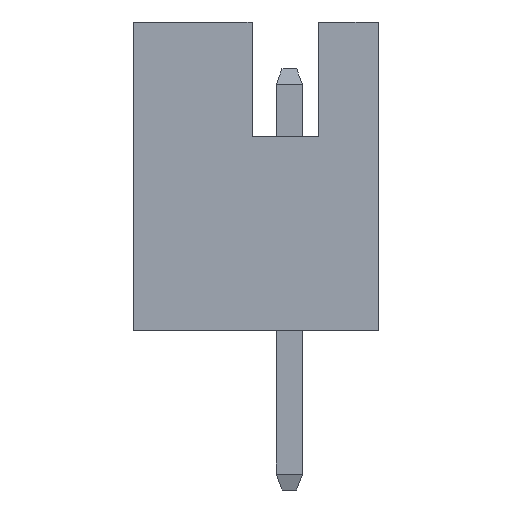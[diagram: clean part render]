
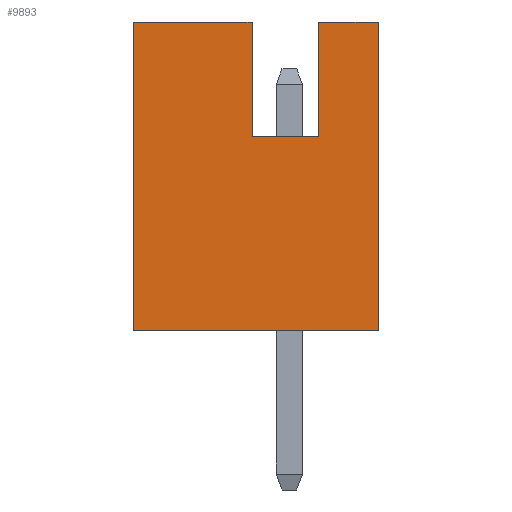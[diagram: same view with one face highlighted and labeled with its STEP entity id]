
A CAD part, left-side view. The second image highlights one B-rep face of the part: STEP entity #9893.
In plain terms, the highlighted planar face has unit normal (-1, 0, 0).
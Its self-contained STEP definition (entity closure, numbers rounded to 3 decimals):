
#655=ORIENTED_EDGE('',*,*,#2627,.T.);
#656=ORIENTED_EDGE('',*,*,#2628,.T.);
#657=ORIENTED_EDGE('',*,*,#2629,.T.);
#658=ORIENTED_EDGE('',*,*,#2540,.T.);
#659=ORIENTED_EDGE('',*,*,#2477,.F.);
#660=ORIENTED_EDGE('',*,*,#2416,.F.);
#661=ORIENTED_EDGE('',*,*,#2400,.T.);
#662=ORIENTED_EDGE('',*,*,#2630,.T.);
#2400=EDGE_CURVE('',#3422,#3421,#4068,.T.);
#2416=EDGE_CURVE('',#3422,#3434,#4084,.T.);
#2477=EDGE_CURVE('',#3434,#3491,#4145,.T.);
#2540=EDGE_CURVE('',#3516,#3491,#4208,.T.);
#2627=EDGE_CURVE('',#3603,#3604,#4295,.T.);
#2628=EDGE_CURVE('',#3604,#3605,#4296,.T.);
#2629=EDGE_CURVE('',#3605,#3516,#4297,.T.);
#2630=EDGE_CURVE('',#3421,#3603,#4298,.T.);
#3421=VERTEX_POINT('',#12256);
#3422=VERTEX_POINT('',#12258);
#3434=VERTEX_POINT('',#12289);
#3491=VERTEX_POINT('',#12411);
#3516=VERTEX_POINT('',#12471);
#3603=VERTEX_POINT('',#12702);
#3604=VERTEX_POINT('',#12703);
#3605=VERTEX_POINT('',#12705);
#4068=LINE('',#12257,#4826);
#4084=LINE('',#12288,#4842);
#4145=LINE('',#12410,#4903);
#4208=LINE('',#12534,#4966);
#4295=LINE('',#12701,#5053);
#4296=LINE('',#12704,#5054);
#4297=LINE('',#12706,#5055);
#4298=LINE('',#12707,#5056);
#4826=VECTOR('',#10714,1000.);
#4842=VECTOR('',#10736,1000.);
#4903=VECTOR('',#10805,1000.);
#4966=VECTOR('',#10878,1000.);
#5053=VECTOR('',#11013,1000.);
#5054=VECTOR('',#11014,1000.);
#5055=VECTOR('',#11015,1000.);
#5056=VECTOR('',#11016,1000.);
#5611=EDGE_LOOP('',(#655,#656,#657,#658,#659,#660,#661,#662));
#6063=FACE_BOUND('',#5611,.T.);
#6515=PLANE('',#10345);
#9893=ADVANCED_FACE('',(#6063),#6515,.T.);
#10345=AXIS2_PLACEMENT_3D('',#12700,#11011,#11012);
#10714=DIRECTION('',(0.,1.,0.));
#10736=DIRECTION('',(0.,0.,-1.));
#10805=DIRECTION('',(0.,1.,0.));
#10878=DIRECTION('',(0.,0.,-1.));
#11011=DIRECTION('',(-1.,0.,0.));
#11012=DIRECTION('',(0.,0.,1.));
#11013=DIRECTION('',(0.,1.,0.));
#11014=DIRECTION('',(0.,0.,1.));
#11015=DIRECTION('',(0.,1.,0.));
#11016=DIRECTION('',(0.,0.,-1.));
#12256=CARTESIAN_POINT('',(-9.93,-0.557,5.893));
#12257=CARTESIAN_POINT('',(-9.93,-1.7,5.893));
#12258=CARTESIAN_POINT('',(-9.93,-1.7,5.893));
#12288=CARTESIAN_POINT('',(-9.93,-1.7,1.88));
#12289=CARTESIAN_POINT('',(-9.93,-1.7,0.));
#12410=CARTESIAN_POINT('',(-9.93,-1.7,0.));
#12411=CARTESIAN_POINT('',(-9.93,2.974,0.));
#12471=CARTESIAN_POINT('',(-9.93,2.974,5.893));
#12534=CARTESIAN_POINT('',(-9.93,2.974,1.88));
#12700=CARTESIAN_POINT('',(-9.93,-1.7,1.88));
#12701=CARTESIAN_POINT('',(-9.93,-0.557,3.708));
#12702=CARTESIAN_POINT('',(-9.93,-0.557,3.708));
#12703=CARTESIAN_POINT('',(-9.93,0.713,3.708));
#12704=CARTESIAN_POINT('',(-9.93,0.713,3.708));
#12705=CARTESIAN_POINT('',(-9.93,0.713,5.893));
#12706=CARTESIAN_POINT('',(-9.93,-1.7,5.893));
#12707=CARTESIAN_POINT('',(-9.93,-0.557,5.893));
